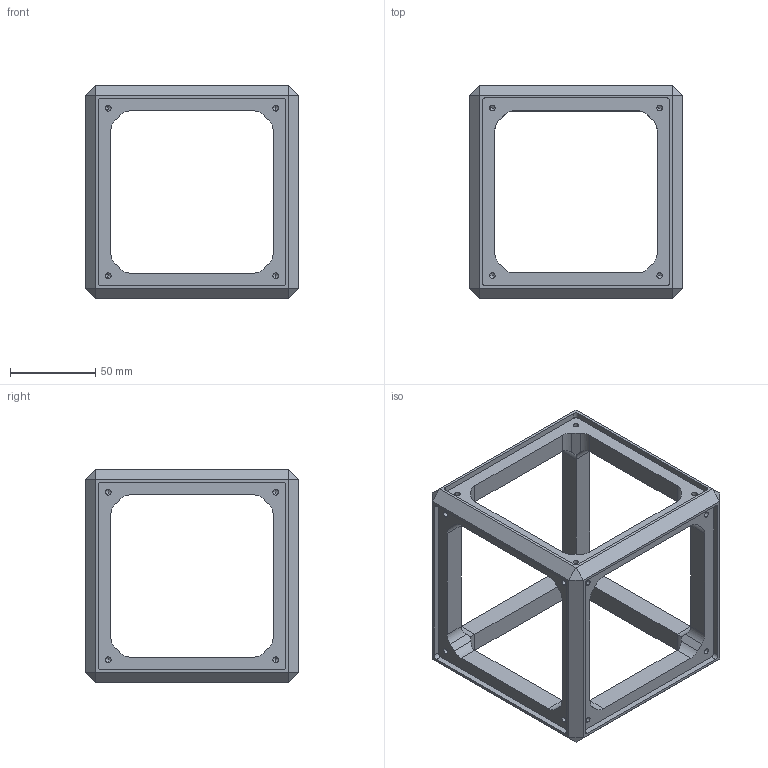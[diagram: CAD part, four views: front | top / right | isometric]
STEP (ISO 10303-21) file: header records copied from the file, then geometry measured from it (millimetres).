
FILE_DESCRIPTION (( 'STEP AP203' ), '1' );
FILE_NAME ('CUBE-125_FRAME(Simple)_STEP_02-12.STEP', '2026-02-12T01:12:30', ( '' ), ( '' ), 'SwSTEP 2.0', 'SolidWorks 2024', '' );
FILE_SCHEMA (( 'CONFIG_CONTROL_DESIGN' ));
Length unit declared in the file: millimetre
Products named in the file (1): CUBE-125_FRAME(Simple)_STEP_02-12
Bounding box: 125 x 125 x 125 mm (x, y, z)
Volume: 201159.3 mm3; surface area: 72458 mm2
Topology: 1 solids, 1 shells, 320 faces, 892 edges, 520 vertices
Faces by surface type: cylinder 168, plane 104, cone 48
Entity records: 9857 total; most frequent: CARTESIAN_POINT 2237, ORIENTED_EDGE 1688, DIRECTION 1494, EDGE_CURVE 844, VERTEX_POINT 520, AXIS2_PLACEMENT_3D 513, VECTOR 468, LINE 468
